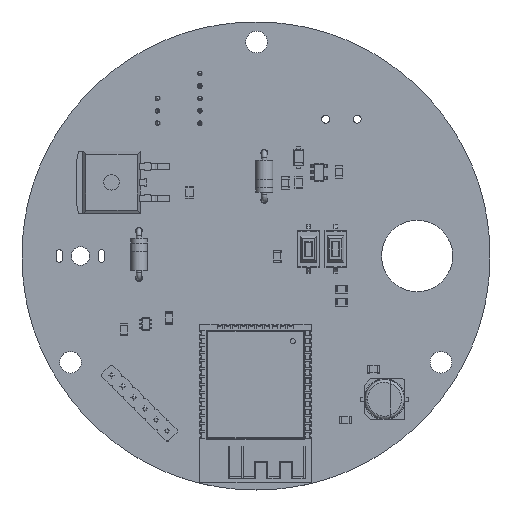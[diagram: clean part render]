
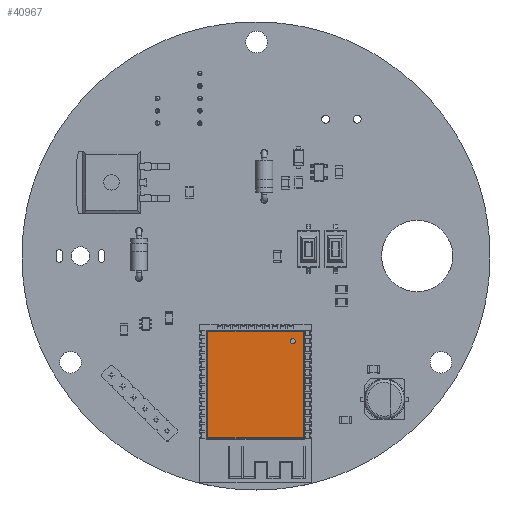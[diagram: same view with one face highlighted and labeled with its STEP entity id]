
A CAD part, top view. The second image highlights one B-rep face of the part: STEP entity #40967.
In plain terms, the highlighted planar face has unit normal (0, 0, 1).
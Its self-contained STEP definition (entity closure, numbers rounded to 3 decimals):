
#40905 = VERTEX_POINT('',#40906);
#40906 = CARTESIAN_POINT('',(-7.7,-8.6,3.1));
#40915 = EDGE_CURVE('',#40905,#40916,#40918,.T.);
#40916 = VERTEX_POINT('',#40917);
#40917 = CARTESIAN_POINT('',(-7.7,8.6,3.1));
#40918 = LINE('',#40919,#40920);
#40919 = CARTESIAN_POINT('',(-7.7,-8.7,3.1));
#40920 = VECTOR('',#40921,1.);
#40921 = DIRECTION('',(0.,1.,0.));
#40967 = ADVANCED_FACE('',(#40968,#40993),#41004,.T.);
#40968 = FACE_BOUND('',#40969,.T.);
#40969 = EDGE_LOOP('',(#40970,#40971,#40979,#40987));
#40970 = ORIENTED_EDGE('',*,*,#40915,.F.);
#40971 = ORIENTED_EDGE('',*,*,#40972,.T.);
#40972 = EDGE_CURVE('',#40905,#40973,#40975,.T.);
#40973 = VERTEX_POINT('',#40974);
#40974 = CARTESIAN_POINT('',(7.7,-8.6,3.1));
#40975 = LINE('',#40976,#40977);
#40976 = CARTESIAN_POINT('',(-7.8,-8.6,3.1));
#40977 = VECTOR('',#40978,1.);
#40978 = DIRECTION('',(1.,0.,0.));
#40979 = ORIENTED_EDGE('',*,*,#40980,.T.);
#40980 = EDGE_CURVE('',#40973,#40981,#40983,.T.);
#40981 = VERTEX_POINT('',#40982);
#40982 = CARTESIAN_POINT('',(7.7,8.6,3.1));
#40983 = LINE('',#40984,#40985);
#40984 = CARTESIAN_POINT('',(7.7,-8.7,3.1));
#40985 = VECTOR('',#40986,1.);
#40986 = DIRECTION('',(0.,1.,0.));
#40987 = ORIENTED_EDGE('',*,*,#40988,.F.);
#40988 = EDGE_CURVE('',#40916,#40981,#40989,.T.);
#40989 = LINE('',#40990,#40991);
#40990 = CARTESIAN_POINT('',(-7.8,8.6,3.1));
#40991 = VECTOR('',#40992,1.);
#40992 = DIRECTION('',(1.,0.,0.));
#40993 = FACE_BOUND('',#40994,.T.);
#40994 = EDGE_LOOP('',(#40995));
#40995 = ORIENTED_EDGE('',*,*,#40996,.F.);
#40996 = EDGE_CURVE('',#40997,#40997,#40999,.T.);
#40997 = VERTEX_POINT('',#40998);
#40998 = CARTESIAN_POINT('',(-5.6,-7.,3.1));
#40999 = CIRCLE('',#41000,0.4);
#41000 = AXIS2_PLACEMENT_3D('',#41001,#41002,#41003);
#41001 = CARTESIAN_POINT('',(-6.,-7.,3.1));
#41002 = DIRECTION('',(0.,0.,1.));
#41003 = DIRECTION('',(1.,0.,0.));
#41004 = PLANE('',#41005);
#41005 = AXIS2_PLACEMENT_3D('',#41006,#41007,#41008);
#41006 = CARTESIAN_POINT('',(-7.8,-8.7,3.1));
#41007 = DIRECTION('',(0.,0.,1.));
#41008 = DIRECTION('',(1.,0.,0.));
